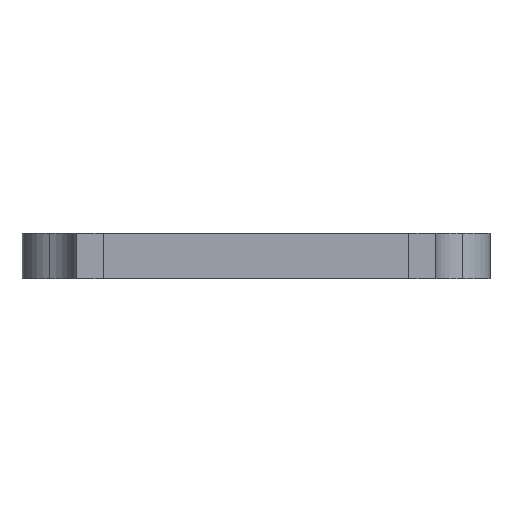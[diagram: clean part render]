
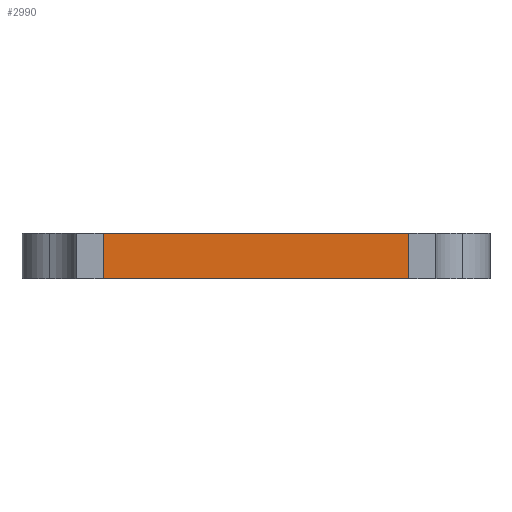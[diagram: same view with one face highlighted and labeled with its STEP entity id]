
A CAD part, left-side view. The second image highlights one B-rep face of the part: STEP entity #2990.
In plain terms, the highlighted planar face has unit normal (-1, 0, 0).
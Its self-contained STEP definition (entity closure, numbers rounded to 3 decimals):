
#813 = DIRECTION ( 'NONE',  ( 0., -1., 0. ) ) ;
#871 = CARTESIAN_POINT ( 'NONE',  ( -38.9, 19.6, 5.85 ) ) ;
#941 = ORIENTED_EDGE ( 'NONE', *, *, #11165, .F. ) ;
#1045 = AXIS2_PLACEMENT_3D ( 'NONE', #10807, #7219, #8148 ) ;
#1557 = DIRECTION ( 'NONE',  ( 0., 0., -1. ) ) ;
#1805 = EDGE_CURVE ( 'NONE', #11269, #6415, #4497, .T. ) ;
#2153 = VERTEX_POINT ( 'NONE', #5051 ) ;
#2156 = CARTESIAN_POINT ( 'NONE',  ( -38.9, 19.6, 0. ) ) ;
#2178 = ORIENTED_EDGE ( 'NONE', *, *, #9075, .F. ) ;
#2931 = EDGE_CURVE ( 'NONE', #6415, #2153, #4336, .T. ) ;
#2951 = VECTOR ( 'NONE', #813, 1000. ) ;
#2990 = ADVANCED_FACE ( 'NONE', ( #11416 ), #6322, .F. ) ;
#3185 = ORIENTED_EDGE ( 'NONE', *, *, #2931, .T. ) ;
#3325 = DIRECTION ( 'NONE',  ( 0., 0., -1. ) ) ;
#3939 = LINE ( 'NONE', #5982, #11026 ) ;
#4336 = LINE ( 'NONE', #11435, #2951 ) ;
#4497 = LINE ( 'NONE', #10493, #10473 ) ;
#4795 = ORIENTED_EDGE ( 'NONE', *, *, #1805, .T. ) ;
#5051 = CARTESIAN_POINT ( 'NONE',  ( -38.9, -19.6, 0. ) ) ;
#5249 = VERTEX_POINT ( 'NONE', #8062 ) ;
#5982 = CARTESIAN_POINT ( 'NONE',  ( -38.9, -19.6, 5.85 ) ) ;
#6322 = PLANE ( 'NONE',  #1045 ) ;
#6415 = VERTEX_POINT ( 'NONE', #2156 ) ;
#6895 = EDGE_LOOP ( 'NONE', ( #3185, #941, #2178, #4795 ) ) ;
#7219 = DIRECTION ( 'NONE',  ( 1., 0., 0. ) ) ;
#7899 = VECTOR ( 'NONE', #8994, 1000. ) ;
#8062 = CARTESIAN_POINT ( 'NONE',  ( -38.9, -19.6, 5.85 ) ) ;
#8148 = DIRECTION ( 'NONE',  ( 0., 0., -1. ) ) ;
#8994 = DIRECTION ( 'NONE',  ( 0., -1., 0. ) ) ;
#9075 = EDGE_CURVE ( 'NONE', #11269, #5249, #9691, .T. ) ;
#9691 = LINE ( 'NONE', #10773, #7899 ) ;
#10473 = VECTOR ( 'NONE', #3325, 1000. ) ;
#10493 = CARTESIAN_POINT ( 'NONE',  ( -38.9, 19.6, 5.85 ) ) ;
#10773 = CARTESIAN_POINT ( 'NONE',  ( -38.9, 19.6, 5.85 ) ) ;
#10807 = CARTESIAN_POINT ( 'NONE',  ( -38.9, 19.6, 5.85 ) ) ;
#11026 = VECTOR ( 'NONE', #1557, 1000. ) ;
#11165 = EDGE_CURVE ( 'NONE', #5249, #2153, #3939, .T. ) ;
#11269 = VERTEX_POINT ( 'NONE', #871 ) ;
#11416 = FACE_OUTER_BOUND ( 'NONE', #6895, .T. ) ;
#11435 = CARTESIAN_POINT ( 'NONE',  ( -38.9, 19.6, 0. ) ) ;
